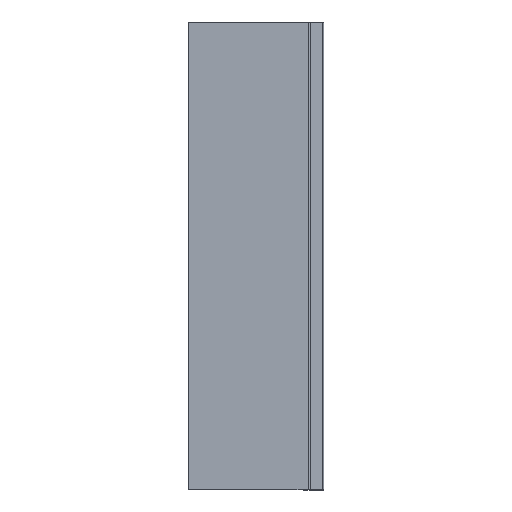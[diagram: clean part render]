
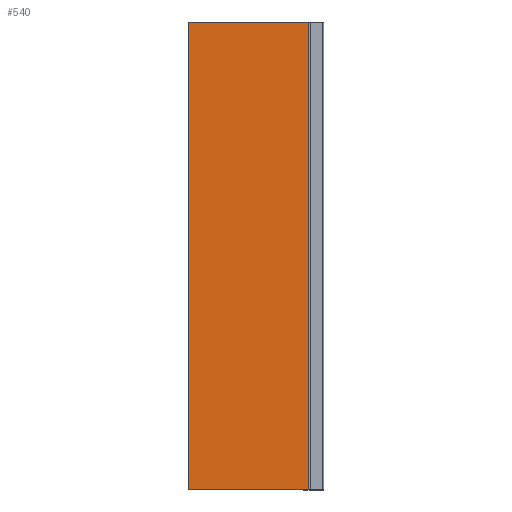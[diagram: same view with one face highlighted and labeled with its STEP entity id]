
A CAD part, top view. The second image highlights one B-rep face of the part: STEP entity #540.
In plain terms, the highlighted planar face has unit normal (0, 0, 1).
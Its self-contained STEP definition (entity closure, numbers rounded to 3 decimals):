
#39=PLANE('',#592);
#58=FACE_OUTER_BOUND('',#87,.T.);
#87=EDGE_LOOP('',(#433,#434,#435,#436,#437,#438));
#128=LINE('',#833,#184);
#129=LINE('',#840,#185);
#137=LINE('',#860,#193);
#138=LINE('',#862,#194);
#139=LINE('',#864,#195);
#140=LINE('',#865,#196);
#184=VECTOR('',#676,10.);
#185=VECTOR('',#683,10.);
#193=VECTOR('',#697,10.);
#194=VECTOR('',#698,1000.);
#195=VECTOR('',#699,10.);
#196=VECTOR('',#700,10.);
#259=VERTEX_POINT('',#829);
#260=VERTEX_POINT('',#831);
#263=VERTEX_POINT('',#839);
#272=VERTEX_POINT('',#859);
#273=VERTEX_POINT('',#861);
#274=VERTEX_POINT('',#863);
#322=EDGE_CURVE('',#260,#259,#128,.T.);
#325=EDGE_CURVE('',#259,#263,#129,.T.);
#335=EDGE_CURVE('',#272,#260,#137,.T.);
#336=EDGE_CURVE('',#273,#272,#138,.T.);
#337=EDGE_CURVE('',#274,#273,#139,.T.);
#338=EDGE_CURVE('',#263,#274,#140,.T.);
#433=ORIENTED_EDGE('',*,*,#325,.F.);
#434=ORIENTED_EDGE('',*,*,#322,.F.);
#435=ORIENTED_EDGE('',*,*,#335,.F.);
#436=ORIENTED_EDGE('',*,*,#336,.F.);
#437=ORIENTED_EDGE('',*,*,#337,.F.);
#438=ORIENTED_EDGE('',*,*,#338,.F.);
#540=ADVANCED_FACE('',(#58),#39,.F.);
#592=AXIS2_PLACEMENT_3D('',#858,#695,#696);
#676=DIRECTION('',(0.,1.,0.));
#683=DIRECTION('',(1.,0.,0.));
#695=DIRECTION('center_axis',(0.,0.,-1.));
#696=DIRECTION('ref_axis',(-1.,0.,0.));
#697=DIRECTION('',(-1.,0.,0.));
#698=DIRECTION('',(-1.,0.,0.));
#699=DIRECTION('',(-1.,0.,0.));
#700=DIRECTION('',(0.,-1.,0.));
#829=CARTESIAN_POINT('',(-60.1,0.,53.97));
#831=CARTESIAN_POINT('',(-60.1,-235.,53.97));
#833=CARTESIAN_POINT('',(-60.1,-235.,53.97));
#839=CARTESIAN_POINT('',(0.337,0.,53.97));
#840=CARTESIAN_POINT('',(-17.293,0.,53.97));
#858=CARTESIAN_POINT('Origin',(-7.249,-235.,53.97));
#859=CARTESIAN_POINT('',(-55.4,-235.,53.97));
#860=CARTESIAN_POINT('',(-31.324,-235.,53.97));
#861=CARTESIAN_POINT('',(-7.663,-235.,53.97));
#862=CARTESIAN_POINT('',(-7.249,-235.,53.97));
#863=CARTESIAN_POINT('',(0.337,-235.,53.97));
#864=CARTESIAN_POINT('',(-4.424,-235.,53.97));
#865=CARTESIAN_POINT('',(0.337,-117.5,53.97));
